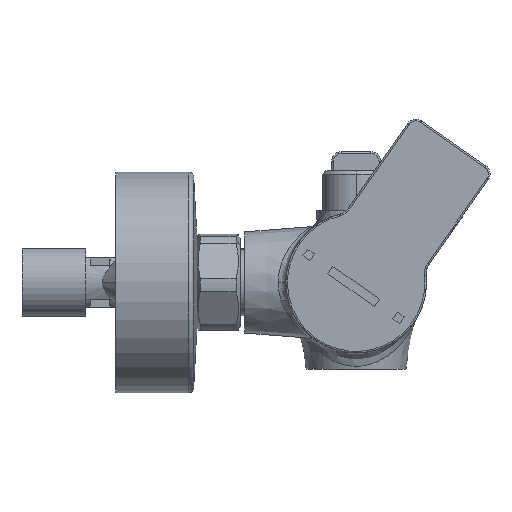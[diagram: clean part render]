
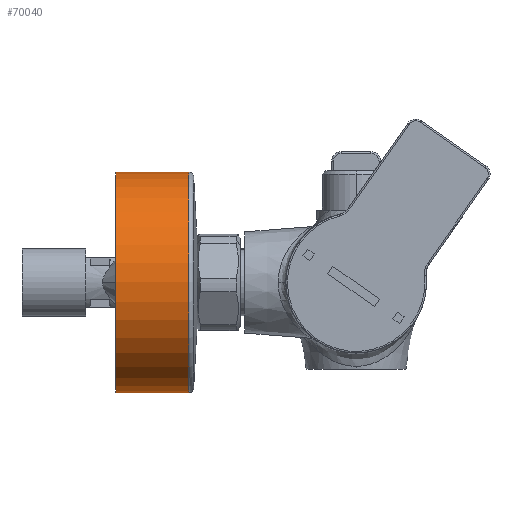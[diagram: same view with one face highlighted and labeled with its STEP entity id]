
A CAD part, left-side view. The second image highlights one B-rep face of the part: STEP entity #70040.
In plain terms, the highlighted cylindrical face has radius 33.75 mm (diameter 67.5 mm), a partial arc.
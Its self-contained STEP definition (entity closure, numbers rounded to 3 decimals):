
#965 = EDGE_CURVE ( 'NONE', #48274, #5544, #44697, .T. ) ;
#1256 = AXIS2_PLACEMENT_3D ( 'NONE', #53607, #43403, #70466 ) ;
#4409 = EDGE_CURVE ( 'NONE', #5544, #51190, #24451, .T. ) ;
#5544 = VERTEX_POINT ( 'NONE', #68270 ) ;
#9013 = CARTESIAN_POINT ( 'NONE',  ( -75., 51.163, 0. ) ) ;
#10626 = CARTESIAN_POINT ( 'NONE',  ( -75., 73.544, 33.75 ) ) ;
#13706 = CYLINDRICAL_SURFACE ( 'NONE', #1256, 33.75 ) ;
#14059 = ORIENTED_EDGE ( 'NONE', *, *, #4409, .F. ) ;
#15167 = CIRCLE ( 'NONE', #53681, 33.75 ) ;
#15642 = DIRECTION ( 'NONE',  ( 0., -1., 0. ) ) ;
#15883 = CARTESIAN_POINT ( 'NONE',  ( -75., 73.544, -33.75 ) ) ;
#16614 = DIRECTION ( 'NONE',  ( 0., -1., 0. ) ) ;
#21029 = EDGE_CURVE ( 'NONE', #32695, #51190, #22082, .T. ) ;
#22082 = LINE ( 'NONE', #44435, #55317 ) ;
#23062 = DIRECTION ( 'NONE',  ( 0., -1., 0. ) ) ;
#24020 = FACE_OUTER_BOUND ( 'NONE', #41249, .T. ) ;
#24451 = CIRCLE ( 'NONE', #65343, 33.75 ) ;
#28576 = CARTESIAN_POINT ( 'NONE',  ( -75., 46.063, 33.75 ) ) ;
#31023 = CARTESIAN_POINT ( 'NONE',  ( -75., 73.544, 0. ) ) ;
#32695 = VERTEX_POINT ( 'NONE', #15883 ) ;
#41249 = EDGE_LOOP ( 'NONE', ( #63435, #67131, #55499, #14059 ) ) ;
#43403 = DIRECTION ( 'NONE',  ( 0., -1., 0. ) ) ;
#44435 = CARTESIAN_POINT ( 'NONE',  ( -75., 46.063, -33.75 ) ) ;
#44697 = LINE ( 'NONE', #28576, #62371 ) ;
#48007 = CARTESIAN_POINT ( 'NONE',  ( -75., 51.163, -33.75 ) ) ;
#48274 = VERTEX_POINT ( 'NONE', #10626 ) ;
#51190 = VERTEX_POINT ( 'NONE', #48007 ) ;
#53607 = CARTESIAN_POINT ( 'NONE',  ( -75., 46.063, 0. ) ) ;
#53681 = AXIS2_PLACEMENT_3D ( 'NONE', #31023, #15642, #69820 ) ;
#55317 = VECTOR ( 'NONE', #16614, 1000. ) ;
#55499 = ORIENTED_EDGE ( 'NONE', *, *, #21029, .T. ) ;
#59574 = DIRECTION ( 'NONE',  ( 0., -1., 0. ) ) ;
#60282 = DIRECTION ( 'NONE',  ( 0., 0., -1. ) ) ;
#62371 = VECTOR ( 'NONE', #23062, 1000. ) ;
#63435 = ORIENTED_EDGE ( 'NONE', *, *, #965, .F. ) ;
#65343 = AXIS2_PLACEMENT_3D ( 'NONE', #9013, #59574, #60282 ) ;
#67131 = ORIENTED_EDGE ( 'NONE', *, *, #69158, .T. ) ;
#68270 = CARTESIAN_POINT ( 'NONE',  ( -75., 51.163, 33.75 ) ) ;
#69158 = EDGE_CURVE ( 'NONE', #48274, #32695, #15167, .T. ) ;
#69820 = DIRECTION ( 'NONE',  ( 0., 0., -1. ) ) ;
#70040 = ADVANCED_FACE ( 'NONE', ( #24020 ), #13706, .T. ) ;
#70466 = DIRECTION ( 'NONE',  ( 0., 0., -1. ) ) ;
